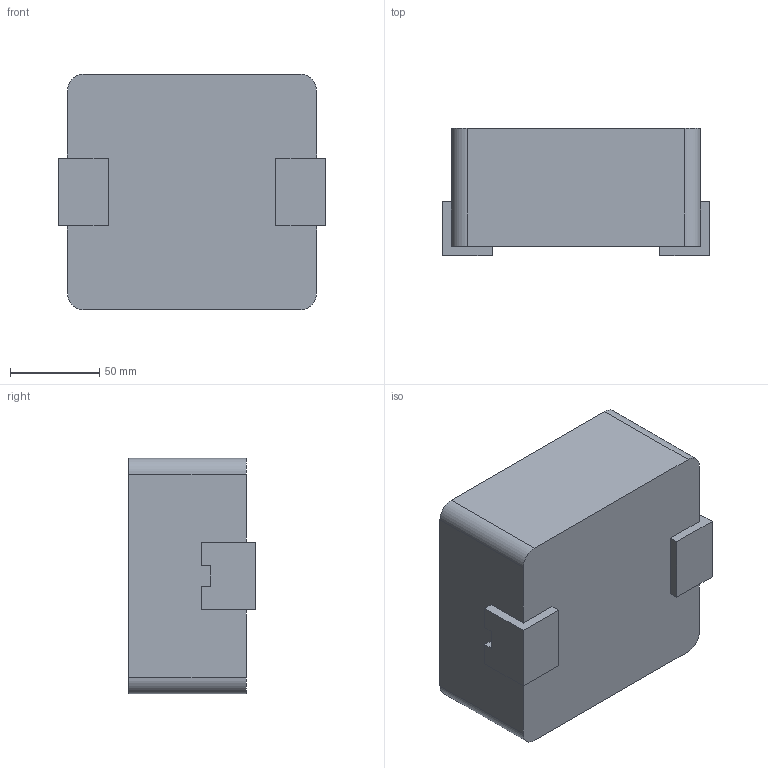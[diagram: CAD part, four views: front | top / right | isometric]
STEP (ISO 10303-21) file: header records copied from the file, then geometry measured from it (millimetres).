
FILE_DESCRIPTION((''),'2;1');
FILE_NAME('SRP5030TA','2015-07-17T',('brandonc'),('Bourns, Inc.'),'PRO/ENGINEER BY PARAMETRIC TECHNOLOGY CORPORATION, 2012230','PRO/ENGINEER BY PARAMETRIC TECHNOLOGY CORPORATION, 2012230','');
FILE_SCHEMA(('CONFIG_CONTROL_DESIGN'));
Length unit declared in the file: inch
Products named in the file (1): SRP5030TA
Bounding box: 149.86 x 71.12 x 132.08 mm (x, y, z)
Volume: 1231244.7 mm3; surface area: 76457.6 mm2
Topology: 1 solids, 1 shells, 219 faces, 624 edges, 416 vertices
Faces by surface type: plane 215, cylinder 4
Entity records: 7026 total; most frequent: CARTESIAN_POINT 1259, ORIENTED_EDGE 1248, DIRECTION 1070, EDGE_CURVE 624, VECTOR 616, LINE 616, VERTEX_POINT 416, EDGE_LOOP 228
